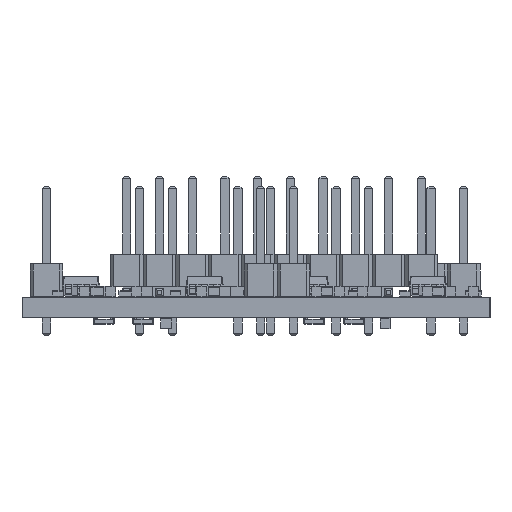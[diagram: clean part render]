
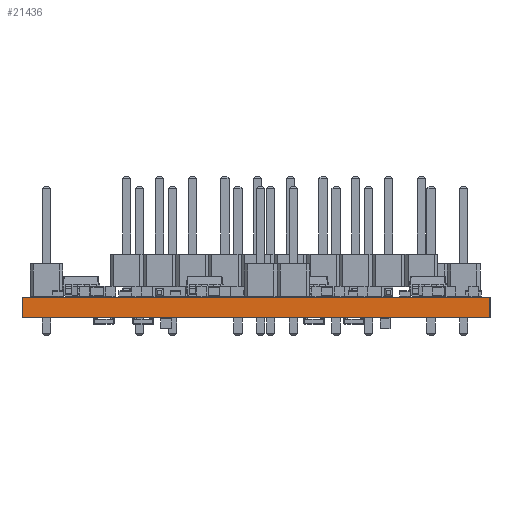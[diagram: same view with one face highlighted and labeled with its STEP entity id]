
A CAD part, left-side view. The second image highlights one B-rep face of the part: STEP entity #21436.
In plain terms, the highlighted planar face has unit normal (-1, 0, 0).
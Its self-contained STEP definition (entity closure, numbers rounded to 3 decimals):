
#21380 = VERTEX_POINT('',#21381);
#21381 = CARTESIAN_POINT('',(47.244,-99.06,1.6));
#21387 = EDGE_CURVE('',#21388,#21380,#21390,.T.);
#21388 = VERTEX_POINT('',#21389);
#21389 = CARTESIAN_POINT('',(47.244,-99.06,0.));
#21390 = LINE('',#21391,#21392);
#21391 = CARTESIAN_POINT('',(47.244,-99.06,0.));
#21392 = VECTOR('',#21393,1.);
#21393 = DIRECTION('',(0.,0.,1.));
#21436 = ADVANCED_FACE('',(#21437),#21462,.T.);
#21437 = FACE_BOUND('',#21438,.T.);
#21438 = EDGE_LOOP('',(#21439,#21440,#21448,#21456));
#21439 = ORIENTED_EDGE('',*,*,#21387,.T.);
#21440 = ORIENTED_EDGE('',*,*,#21441,.T.);
#21441 = EDGE_CURVE('',#21380,#21442,#21444,.T.);
#21442 = VERTEX_POINT('',#21443);
#21443 = CARTESIAN_POINT('',(47.244,-62.738,1.6));
#21444 = LINE('',#21445,#21446);
#21445 = CARTESIAN_POINT('',(47.244,-99.06,1.6));
#21446 = VECTOR('',#21447,1.);
#21447 = DIRECTION('',(0.,1.,0.));
#21448 = ORIENTED_EDGE('',*,*,#21449,.F.);
#21449 = EDGE_CURVE('',#21450,#21442,#21452,.T.);
#21450 = VERTEX_POINT('',#21451);
#21451 = CARTESIAN_POINT('',(47.244,-62.738,0.));
#21452 = LINE('',#21453,#21454);
#21453 = CARTESIAN_POINT('',(47.244,-62.738,0.));
#21454 = VECTOR('',#21455,1.);
#21455 = DIRECTION('',(0.,0.,1.));
#21456 = ORIENTED_EDGE('',*,*,#21457,.F.);
#21457 = EDGE_CURVE('',#21388,#21450,#21458,.T.);
#21458 = LINE('',#21459,#21460);
#21459 = CARTESIAN_POINT('',(47.244,-99.06,0.));
#21460 = VECTOR('',#21461,1.);
#21461 = DIRECTION('',(0.,1.,0.));
#21462 = PLANE('',#21463);
#21463 = AXIS2_PLACEMENT_3D('',#21464,#21465,#21466);
#21464 = CARTESIAN_POINT('',(47.244,-99.06,0.));
#21465 = DIRECTION('',(-1.,0.,0.));
#21466 = DIRECTION('',(0.,1.,0.));
